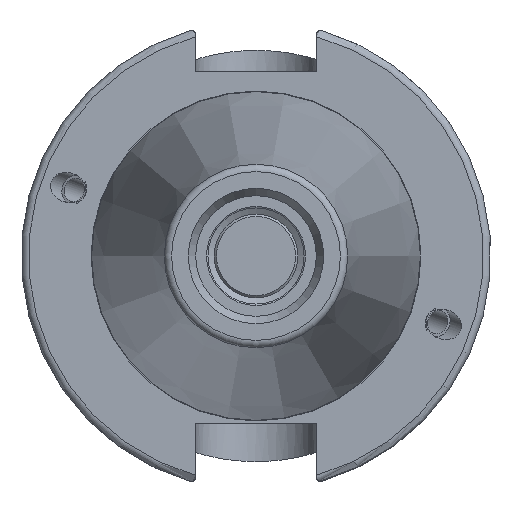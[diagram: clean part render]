
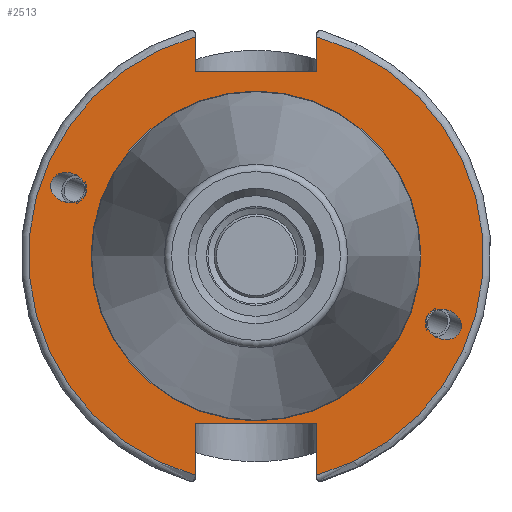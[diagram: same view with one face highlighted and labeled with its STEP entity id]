
A CAD part, left-side view. The second image highlights one B-rep face of the part: STEP entity #2513.
In plain terms, the highlighted planar face has unit normal (-1, 0, 0).
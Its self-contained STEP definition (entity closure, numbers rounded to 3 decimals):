
#84=ELLIPSE('',#2792,2.442,2.);
#93=ELLIPSE('',#2835,2.442,2.);
#182=FACE_BOUND('',#543,.T.);
#183=FACE_BOUND('',#544,.T.);
#184=FACE_BOUND('',#545,.T.);
#257=CIRCLE('',#2843,22.3);
#259=CIRCLE('',#2846,30.75);
#260=CIRCLE('',#2847,30.75);
#384=FACE_OUTER_BOUND('',#542,.T.);
#542=EDGE_LOOP('',(#1944,#1945,#1946,#1947,#1948,#1949,#1950,#1951));
#543=EDGE_LOOP('',(#1952));
#544=EDGE_LOOP('',(#1953));
#545=EDGE_LOOP('',(#1954));
#711=LINE('',#4458,#875);
#712=LINE('',#4462,#876);
#713=LINE('',#4464,#877);
#714=LINE('',#4466,#878);
#715=LINE('',#4470,#879);
#716=LINE('',#4471,#880);
#875=VECTOR('',#3364,10.);
#876=VECTOR('',#3367,10.);
#877=VECTOR('',#3368,10.);
#878=VECTOR('',#3369,10.);
#879=VECTOR('',#3372,10.);
#880=VECTOR('',#3373,10.);
#1095=VERTEX_POINT('',#4253);
#1135=VERTEX_POINT('',#4436);
#1140=VERTEX_POINT('',#4451);
#1141=VERTEX_POINT('',#4456);
#1142=VERTEX_POINT('',#4457);
#1143=VERTEX_POINT('',#4459);
#1144=VERTEX_POINT('',#4461);
#1145=VERTEX_POINT('',#4463);
#1146=VERTEX_POINT('',#4465);
#1147=VERTEX_POINT('',#4467);
#1148=VERTEX_POINT('',#4469);
#1376=EDGE_CURVE('',#1095,#1095,#84,.T.);
#1432=EDGE_CURVE('',#1135,#1135,#93,.T.);
#1439=EDGE_CURVE('',#1140,#1140,#257,.T.);
#1441=EDGE_CURVE('',#1141,#1142,#711,.T.);
#1442=EDGE_CURVE('',#1143,#1142,#259,.T.);
#1443=EDGE_CURVE('',#1143,#1144,#712,.T.);
#1444=EDGE_CURVE('',#1144,#1145,#713,.T.);
#1445=EDGE_CURVE('',#1145,#1146,#714,.T.);
#1446=EDGE_CURVE('',#1147,#1146,#260,.T.);
#1447=EDGE_CURVE('',#1147,#1148,#715,.T.);
#1448=EDGE_CURVE('',#1148,#1141,#716,.T.);
#1944=ORIENTED_EDGE('',*,*,#1441,.T.);
#1945=ORIENTED_EDGE('',*,*,#1442,.F.);
#1946=ORIENTED_EDGE('',*,*,#1443,.T.);
#1947=ORIENTED_EDGE('',*,*,#1444,.T.);
#1948=ORIENTED_EDGE('',*,*,#1445,.T.);
#1949=ORIENTED_EDGE('',*,*,#1446,.F.);
#1950=ORIENTED_EDGE('',*,*,#1447,.T.);
#1951=ORIENTED_EDGE('',*,*,#1448,.T.);
#1952=ORIENTED_EDGE('',*,*,#1376,.T.);
#1953=ORIENTED_EDGE('',*,*,#1432,.T.);
#1954=ORIENTED_EDGE('',*,*,#1439,.F.);
#2403=PLANE('',#2845);
#2513=ADVANCED_FACE('',(#384,#182,#183,#184),#2403,.T.);
#2792=AXIS2_PLACEMENT_3D('',#4255,#3237,#3238);
#2835=AXIS2_PLACEMENT_3D('',#4438,#3340,#3341);
#2843=AXIS2_PLACEMENT_3D('',#4453,#3358,#3359);
#2845=AXIS2_PLACEMENT_3D('',#4455,#3362,#3363);
#2846=AXIS2_PLACEMENT_3D('',#4460,#3365,#3366);
#2847=AXIS2_PLACEMENT_3D('',#4468,#3370,#3371);
#3237=DIRECTION('center_axis',(1.,0.,0.));
#3238=DIRECTION('ref_axis',(0.,-0.94,-0.342));
#3340=DIRECTION('center_axis',(1.,0.,0.));
#3341=DIRECTION('ref_axis',(0.,0.94,0.342));
#3358=DIRECTION('center_axis',(-1.,0.,0.));
#3359=DIRECTION('ref_axis',(0.,-1.,0.));
#3362=DIRECTION('center_axis',(-1.,0.,0.));
#3363=DIRECTION('ref_axis',(0.,0.,1.));
#3364=DIRECTION('',(0.,0.,-1.));
#3365=DIRECTION('center_axis',(1.,0.,0.));
#3366=DIRECTION('ref_axis',(0.,-1.,0.));
#3367=DIRECTION('',(0.,0.,-1.));
#3368=DIRECTION('',(0.,1.,0.));
#3369=DIRECTION('',(0.,0.,1.));
#3370=DIRECTION('center_axis',(1.,0.,0.));
#3371=DIRECTION('ref_axis',(0.,1.,0.));
#3372=DIRECTION('',(0.,0.,1.));
#3373=DIRECTION('',(0.,-1.,0.));
#4253=CARTESIAN_POINT('',(3.175,-23.077,-8.399));
#4255=CARTESIAN_POINT('Origin',(3.175,-25.372,-9.235));
#4436=CARTESIAN_POINT('',(3.175,23.077,8.399));
#4438=CARTESIAN_POINT('Origin',(3.175,25.372,9.235));
#4451=CARTESIAN_POINT('',(3.175,0.,22.3));
#4453=CARTESIAN_POINT('Origin',(3.175,0.,0.));
#4455=CARTESIAN_POINT('Origin',(3.175,31.75,0.));
#4456=CARTESIAN_POINT('',(3.175,-8.19,-22.6));
#4457=CARTESIAN_POINT('',(3.175,-8.19,-29.639));
#4458=CARTESIAN_POINT('',(3.175,-8.19,-11.3));
#4459=CARTESIAN_POINT('',(3.175,-8.19,29.639));
#4460=CARTESIAN_POINT('Origin',(3.175,0.,0.));
#4461=CARTESIAN_POINT('',(3.175,-8.19,25.));
#4462=CARTESIAN_POINT('',(3.175,-8.19,12.5));
#4463=CARTESIAN_POINT('',(3.175,8.19,25.));
#4464=CARTESIAN_POINT('',(3.175,15.875,25.));
#4465=CARTESIAN_POINT('',(3.175,8.19,29.639));
#4466=CARTESIAN_POINT('',(3.175,8.19,12.5));
#4467=CARTESIAN_POINT('',(3.175,8.19,-29.639));
#4468=CARTESIAN_POINT('Origin',(3.175,0.,0.));
#4469=CARTESIAN_POINT('',(3.175,8.19,-22.6));
#4470=CARTESIAN_POINT('',(3.175,8.19,-11.3));
#4471=CARTESIAN_POINT('',(3.175,15.875,-22.6));
